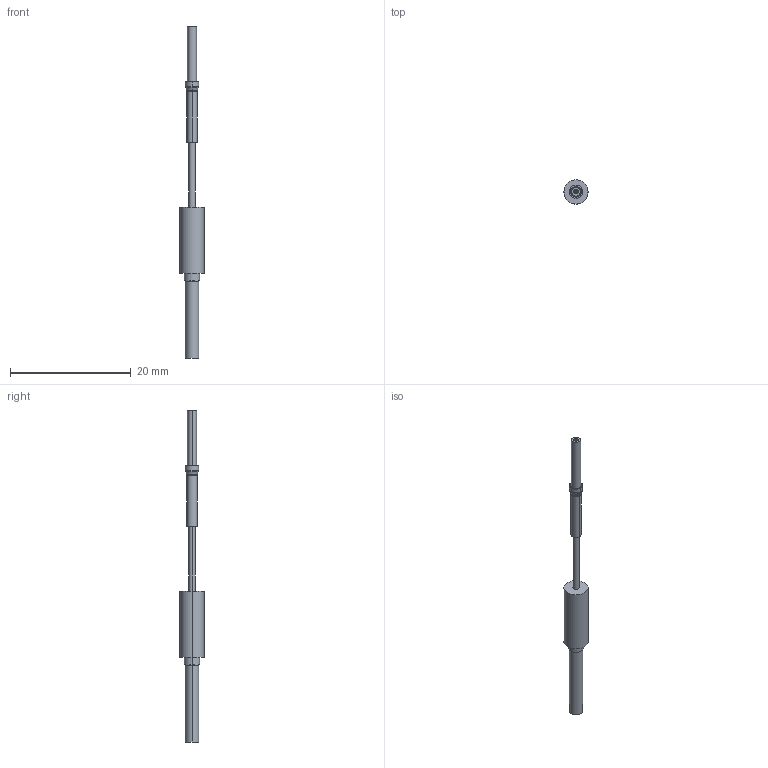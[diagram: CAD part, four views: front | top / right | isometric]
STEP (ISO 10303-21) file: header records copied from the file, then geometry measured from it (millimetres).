
FILE_DESCRIPTION (( 'STEP AP214' ), '1' );
FILE_NAME ('FOACAMPTW59_3D.step', '2023-07-19T00:46:24', ( '' ), ( '' ), 'SwSTEP 2.0', 'SolidWorks 2022', '' );
FILE_SCHEMA (( 'AUTOMOTIVE_DESIGN' ));
Length unit declared in the file: millimetre
Products named in the file (1): FOACAMPTW59_3D
Bounding box: 4 x 4 x 55 mm (x, y, z)
Volume: 236.1 mm3; surface area: 473.4 mm2
Topology: 2 solids, 2 shells, 54 faces, 106 edges, 64 vertices
Faces by surface type: cylinder 28, plane 12, torus 8, cone 6
Entity records: 1999 total; most frequent: DIRECTION 288, CARTESIAN_POINT 225, ORIENTED_EDGE 212, AXIS2_PLACEMENT_3D 127, EDGE_CURVE 106, CIRCLE 72, VERTEX_POINT 64, EDGE_LOOP 64
